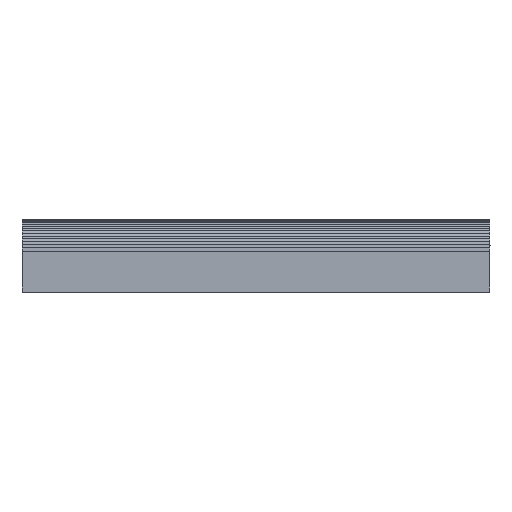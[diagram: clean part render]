
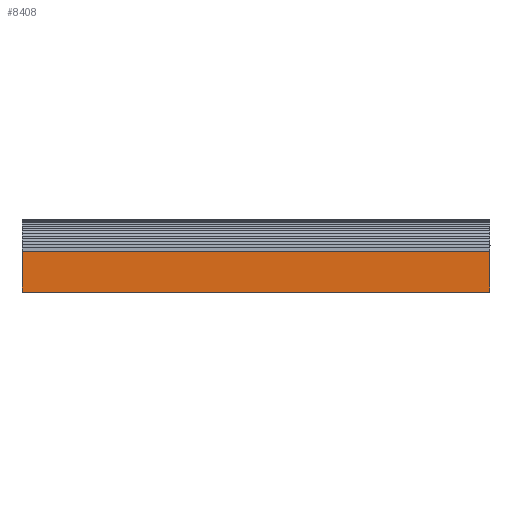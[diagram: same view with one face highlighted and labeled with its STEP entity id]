
A CAD part, front view. The second image highlights one B-rep face of the part: STEP entity #8408.
In plain terms, the highlighted planar face has unit normal (0, -1, 0).
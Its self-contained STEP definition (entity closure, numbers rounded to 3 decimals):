
#620=FACE_OUTER_BOUND('',#1182,.T.);
#1182=EDGE_LOOP('',(#7337,#7338,#7339,#7340));
#1241=LINE('',#11335,#2312);
#1672=LINE('',#12326,#2743);
#1704=LINE('',#12389,#2775);
#2299=LINE('',#13579,#3370);
#2312=VECTOR('',#9036,10.);
#2743=VECTOR('',#9917,10.);
#2775=VECTOR('',#9971,10.);
#3370=VECTOR('',#11302,10.);
#3384=VERTEX_POINT('',#11332);
#3385=VERTEX_POINT('',#11334);
#3705=VERTEX_POINT('',#12323);
#3706=VERTEX_POINT('',#12325);
#3967=EDGE_CURVE('',#3384,#3385,#1241,.T.);
#4455=EDGE_CURVE('',#3705,#3706,#1672,.T.);
#4487=EDGE_CURVE('',#3384,#3706,#1704,.T.);
#5082=EDGE_CURVE('',#3385,#3705,#2299,.T.);
#7337=ORIENTED_EDGE('',*,*,#4455,.F.);
#7338=ORIENTED_EDGE('',*,*,#5082,.F.);
#7339=ORIENTED_EDGE('',*,*,#3967,.F.);
#7340=ORIENTED_EDGE('',*,*,#4487,.T.);
#7858=PLANE('',#9017);
#8408=ADVANCED_FACE('',(#620),#7858,.T.);
#9017=AXIS2_PLACEMENT_3D('',#13580,#11303,#11304);
#9036=DIRECTION('',(-1.,0.,0.));
#9917=DIRECTION('',(1.,0.,0.));
#9971=DIRECTION('',(0.,0.,1.));
#11302=DIRECTION('',(0.,0.,1.));
#11303=DIRECTION('center_axis',(0.,-1.,0.));
#11304=DIRECTION('ref_axis',(0.,0.,-1.));
#11332=CARTESIAN_POINT('',(95.177,4.702,-16.3));
#11334=CARTESIAN_POINT('',(25.177,4.702,-16.3));
#11335=CARTESIAN_POINT('',(25.177,4.702,-16.3));
#12323=CARTESIAN_POINT('',(25.177,4.702,-10.173));
#12325=CARTESIAN_POINT('',(95.177,4.702,-10.173));
#12326=CARTESIAN_POINT('',(25.177,4.702,-10.173));
#12389=CARTESIAN_POINT('',(95.177,4.702,-15.5));
#13579=CARTESIAN_POINT('',(25.177,4.702,-15.5));
#13580=CARTESIAN_POINT('Origin',(25.177,4.702,-15.5));
